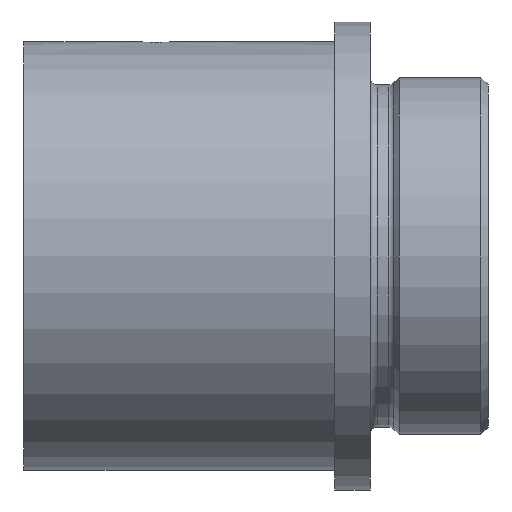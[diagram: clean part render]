
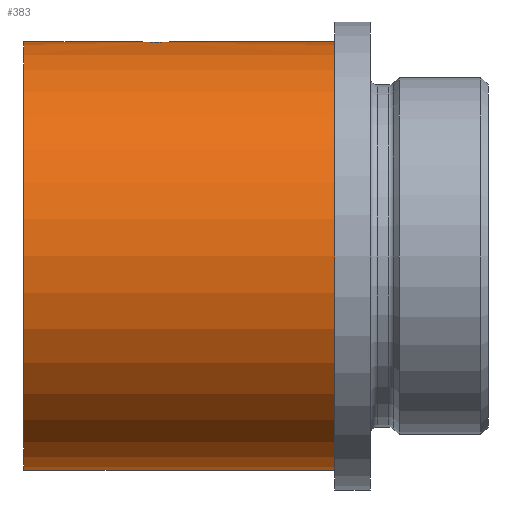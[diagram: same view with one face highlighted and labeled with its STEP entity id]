
A CAD part, left-side view. The second image highlights one B-rep face of the part: STEP entity #383.
In plain terms, the highlighted cylindrical face has radius 15.24 mm (diameter 30.48 mm), a partial arc.
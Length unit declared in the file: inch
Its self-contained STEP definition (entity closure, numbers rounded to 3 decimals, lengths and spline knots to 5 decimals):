
#7 = CYLINDRICAL_SURFACE ( 'NONE', #868, 0.6 ) ;
#10 = VERTEX_POINT ( 'NONE', #191 ) ;
#30 = EDGE_CURVE ( 'NONE', #522, #369, #956, .T. ) ;
#33 = DIRECTION ( 'NONE',  ( 0., -1., 0. ) ) ;
#35 = CARTESIAN_POINT ( 'NONE',  ( -0.02479, 0.973, 0.59952 ) ) ;
#36 = CARTESIAN_POINT ( 'NONE',  ( 0., 1.3, 0. ) ) ;
#54 = VECTOR ( 'NONE', #317, 39.37008 ) ;
#55 = VERTEX_POINT ( 'NONE', #104 ) ;
#71 = ORIENTED_EDGE ( 'NONE', *, *, #479, .F. ) ;
#94 = CARTESIAN_POINT ( 'NONE',  ( 0., 0.97921, 0.6 ) ) ;
#104 = CARTESIAN_POINT ( 'NONE',  ( 0., 1.3, 0.6 ) ) ;
#110 = CARTESIAN_POINT ( 'NONE',  ( -0.0302, 0.96939, 0.59926 ) ) ;
#128 = CARTESIAN_POINT ( 'NONE',  ( 0., 0.43, -0.6 ) ) ;
#136 = CARTESIAN_POINT ( 'NONE',  ( -0.0065, 0.88079, 0.6 ) ) ;
#154 = CIRCLE ( 'NONE', #453, 0.6 ) ;
#190 = LINE ( 'NONE', #772, #54 ) ;
#191 = CARTESIAN_POINT ( 'NONE',  ( 0., 1.3, -0.6 ) ) ;
#197 = DIRECTION ( 'NONE',  ( 0., -1., 0. ) ) ;
#200 = VERTEX_POINT ( 'NONE', #128 ) ;
#204 = FACE_OUTER_BOUND ( 'NONE', #390, .T. ) ;
#228 = CARTESIAN_POINT ( 'NONE',  ( -0.04301, 0.90524, 0.59846 ) ) ;
#237 = CARTESIAN_POINT ( 'NONE',  ( 0., 0., -0.6 ) ) ;
#242 = EDGE_CURVE ( 'NONE', #962, #399, #613, .T. ) ;
#259 = CARTESIAN_POINT ( 'NONE',  ( -0.04889, 0.93647, 0.59801 ) ) ;
#268 = B_SPLINE_CURVE_WITH_KNOTS ( 'NONE', 3,
 ( #967, #385, #524, #228, #752, #305, #901, #675, #136, #387 ),
 .UNSPECIFIED., .F., .F.,
 ( 4, 2, 2, 2, 4 ),
 ( 0.00391, 0.0044, 0.00489, 0.00538, 0.00587 ),
 .UNSPECIFIED. ) ;
#275 = CARTESIAN_POINT ( 'NONE',  ( -0.043, 0.95479, 0.59846 ) ) ;
#305 = CARTESIAN_POINT ( 'NONE',  ( -0.03027, 0.89067, 0.59925 ) ) ;
#317 = DIRECTION ( 'NONE',  ( 0., -1., 0. ) ) ;
#351 = VECTOR ( 'NONE', #681, 39.37008 ) ;
#369 = VERTEX_POINT ( 'NONE', #580 ) ;
#383 = ADVANCED_FACE ( 'NONE', ( #204 ), #7, .T. ) ;
#385 = CARTESIAN_POINT ( 'NONE',  ( -0.04921, 0.92357, 0.59798 ) ) ;
#387 = CARTESIAN_POINT ( 'NONE',  ( 0., 0.88079, 0.6 ) ) ;
#390 = EDGE_LOOP ( 'NONE', ( #761, #841, #677, #71, #781, #826, #608 ) ) ;
#393 = EDGE_CURVE ( 'NONE', #55, #10, #396, .T. ) ;
#396 = CIRCLE ( 'NONE', #746, 0.6 ) ;
#399 = VERTEX_POINT ( 'NONE', #521 ) ;
#422 = CARTESIAN_POINT ( 'NONE',  ( -0.00642, 0.97921, 0.6 ) ) ;
#441 = DIRECTION ( 'NONE',  ( 0., 0., -1. ) ) ;
#451 = EDGE_CURVE ( 'NONE', #369, #962, #268, .T. ) ;
#453 = AXIS2_PLACEMENT_3D ( 'NONE', #908, #884, #441 ) ;
#479 = EDGE_CURVE ( 'NONE', #399, #200, #154, .T. ) ;
#509 = CARTESIAN_POINT ( 'NONE',  ( 0., 0.97921, 0.6 ) ) ;
#521 = CARTESIAN_POINT ( 'NONE',  ( 0., 0.43, 0.6 ) ) ;
#522 = VERTEX_POINT ( 'NONE', #94 ) ;
#524 = CARTESIAN_POINT ( 'NONE',  ( -0.04792, 0.91709, 0.59809 ) ) ;
#537 = EDGE_CURVE ( 'NONE', #10, #200, #703, .T. ) ;
#569 = CARTESIAN_POINT ( 'NONE',  ( -0.01287, 0.97794, 0.59989 ) ) ;
#580 = CARTESIAN_POINT ( 'NONE',  ( -0.04921, 0.93, 0.59798 ) ) ;
#608 = ORIENTED_EDGE ( 'NONE', *, *, #30, .F. ) ;
#610 = CARTESIAN_POINT ( 'NONE',  ( 0., 0.88079, 0.6 ) ) ;
#613 = LINE ( 'NONE', #694, #896 ) ;
#641 = CARTESIAN_POINT ( 'NONE',  ( -0.0467, 0.94585, 0.59818 ) ) ;
#651 = CARTESIAN_POINT ( 'NONE',  ( 0., 0., 0. ) ) ;
#675 = CARTESIAN_POINT ( 'NONE',  ( -0.01289, 0.88207, 0.59989 ) ) ;
#677 = ORIENTED_EDGE ( 'NONE', *, *, #537, .T. ) ;
#681 = DIRECTION ( 'NONE',  ( 0., -1., 0. ) ) ;
#694 = CARTESIAN_POINT ( 'NONE',  ( 0., 0., 0.6 ) ) ;
#703 = LINE ( 'NONE', #237, #351 ) ;
#719 = DIRECTION ( 'NONE',  ( 0., -1., 0. ) ) ;
#727 = DIRECTION ( 'NONE',  ( 0., 0., -1. ) ) ;
#746 = AXIS2_PLACEMENT_3D ( 'NONE', #36, #197, #727 ) ;
#752 = CARTESIAN_POINT ( 'NONE',  ( -0.03935, 0.89975, 0.59873 ) ) ;
#761 = ORIENTED_EDGE ( 'NONE', *, *, #948, .F. ) ;
#772 = CARTESIAN_POINT ( 'NONE',  ( 0., 0., 0.6 ) ) ;
#780 = CARTESIAN_POINT ( 'NONE',  ( -0.04921, 0.93321, 0.59798 ) ) ;
#781 = ORIENTED_EDGE ( 'NONE', *, *, #242, .F. ) ;
#798 = DIRECTION ( 'NONE',  ( 0., 0., -1. ) ) ;
#826 = ORIENTED_EDGE ( 'NONE', *, *, #451, .F. ) ;
#841 = ORIENTED_EDGE ( 'NONE', *, *, #393, .T. ) ;
#855 = CARTESIAN_POINT ( 'NONE',  ( -0.04763, 0.94278, 0.59811 ) ) ;
#868 = AXIS2_PLACEMENT_3D ( 'NONE', #651, #719, #798 ) ;
#884 = DIRECTION ( 'NONE',  ( 0., -1., 0. ) ) ;
#896 = VECTOR ( 'NONE', #33, 39.37008 ) ;
#901 = CARTESIAN_POINT ( 'NONE',  ( -0.02481, 0.88701, 0.59952 ) ) ;
#908 = CARTESIAN_POINT ( 'NONE',  ( 0., 0.43, 0. ) ) ;
#942 = CARTESIAN_POINT ( 'NONE',  ( -0.04921, 0.93, 0.59798 ) ) ;
#945 = CARTESIAN_POINT ( 'NONE',  ( -0.03939, 0.9602, 0.59872 ) ) ;
#948 = EDGE_CURVE ( 'NONE', #55, #522, #190, .T. ) ;
#956 = B_SPLINE_CURVE_WITH_KNOTS ( 'NONE', 3,
 ( #509, #422, #569, #35, #110, #945, #275, #641, #855, #259, #780, #942 ),
 .UNSPECIFIED., .F., .F.,
 ( 4, 2, 2, 2, 2, 4 ),
 ( 0.00196, 0.00244, 0.00293, 0.00342, 0.00367, 0.00391 ),
 .UNSPECIFIED. ) ;
#962 = VERTEX_POINT ( 'NONE', #610 ) ;
#967 = CARTESIAN_POINT ( 'NONE',  ( -0.04921, 0.93, 0.59798 ) ) ;
